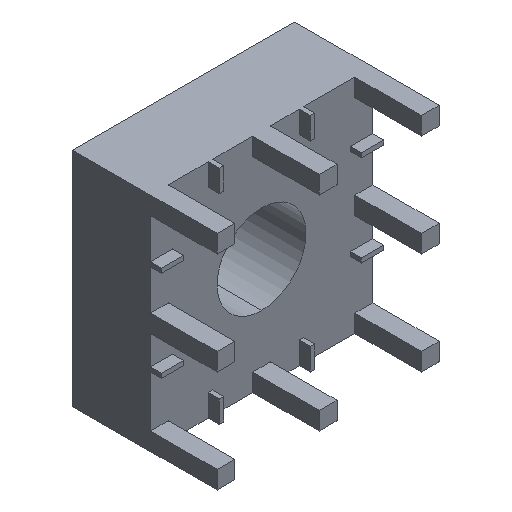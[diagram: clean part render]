
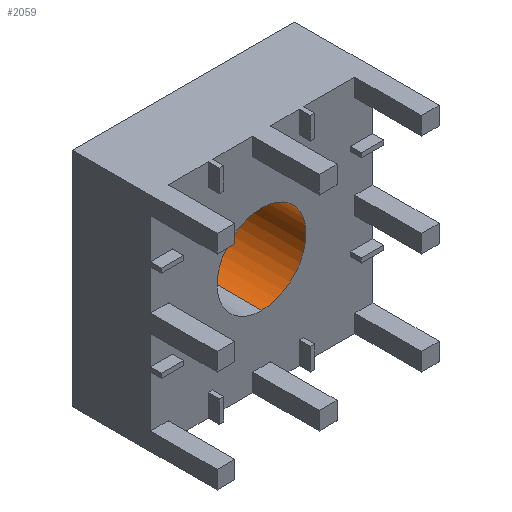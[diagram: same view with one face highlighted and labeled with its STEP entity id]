
A CAD part, isometric view. The second image highlights one B-rep face of the part: STEP entity #2059.
In plain terms, the highlighted cylindrical face has radius 2 mm (diameter 4 mm), a partial arc.
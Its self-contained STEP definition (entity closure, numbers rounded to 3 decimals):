
#9 = CARTESIAN_POINT ( 'NONE',  ( 5., -3.5, -3. ) ) ;
#41 = FACE_OUTER_BOUND ( 'NONE', #2216, .T. ) ;
#282 = CIRCLE ( 'NONE', #1475, 2. ) ;
#354 = EDGE_CURVE ( 'NONE', #646, #1334, #805, .T. ) ;
#355 = ORIENTED_EDGE ( 'NONE', *, *, #1026, .T. ) ;
#400 = AXIS2_PLACEMENT_3D ( 'NONE', #1307, #2229, #1511 ) ;
#428 = CYLINDRICAL_SURFACE ( 'NONE', #400, 2. ) ;
#486 = EDGE_CURVE ( 'NONE', #1334, #1618, #1358, .T. ) ;
#646 = VERTEX_POINT ( 'NONE', #656 ) ;
#651 = DIRECTION ( 'NONE',  ( 0., 0., 1. ) ) ;
#656 = CARTESIAN_POINT ( 'NONE',  ( 5., -3.5, -3. ) ) ;
#797 = VECTOR ( 'NONE', #1987, 1000. ) ;
#805 = CIRCLE ( 'NONE', #2080, 2. ) ;
#860 = CARTESIAN_POINT ( 'NONE',  ( 5., -0.4, -5. ) ) ;
#866 = VERTEX_POINT ( 'NONE', #956 ) ;
#909 = CARTESIAN_POINT ( 'NONE',  ( 5., -0.4, -7. ) ) ;
#937 = ORIENTED_EDGE ( 'NONE', *, *, #1162, .T. ) ;
#956 = CARTESIAN_POINT ( 'NONE',  ( 5., -0.4, -3. ) ) ;
#984 = ORIENTED_EDGE ( 'NONE', *, *, #354, .F. ) ;
#1026 = EDGE_CURVE ( 'NONE', #866, #1618, #282, .T. ) ;
#1033 = CARTESIAN_POINT ( 'NONE',  ( 5., -3.5, -7. ) ) ;
#1043 = DIRECTION ( 'NONE',  ( 0., 1., 0. ) ) ;
#1120 = ORIENTED_EDGE ( 'NONE', *, *, #486, .F. ) ;
#1162 = EDGE_CURVE ( 'NONE', #646, #866, #1759, .T. ) ;
#1203 = CARTESIAN_POINT ( 'NONE',  ( 5., -3.5, -5. ) ) ;
#1226 = VECTOR ( 'NONE', #1393, 1000. ) ;
#1307 = CARTESIAN_POINT ( 'NONE',  ( 5., -3.5, -5. ) ) ;
#1334 = VERTEX_POINT ( 'NONE', #1677 ) ;
#1358 = LINE ( 'NONE', #1033, #1226 ) ;
#1393 = DIRECTION ( 'NONE',  ( 0., 1., 0. ) ) ;
#1475 = AXIS2_PLACEMENT_3D ( 'NONE', #860, #1043, #1531 ) ;
#1511 = DIRECTION ( 'NONE',  ( 0., 0., 1. ) ) ;
#1531 = DIRECTION ( 'NONE',  ( 0., 0., -1. ) ) ;
#1618 = VERTEX_POINT ( 'NONE', #909 ) ;
#1677 = CARTESIAN_POINT ( 'NONE',  ( 5., -3.5, -7. ) ) ;
#1703 = DIRECTION ( 'NONE',  ( 0., 1., 0. ) ) ;
#1759 = LINE ( 'NONE', #9, #797 ) ;
#1987 = DIRECTION ( 'NONE',  ( 0., 1., 0. ) ) ;
#2059 = ADVANCED_FACE ( 'NONE', ( #41 ), #428, .F. ) ;
#2080 = AXIS2_PLACEMENT_3D ( 'NONE', #1203, #1703, #651 ) ;
#2216 = EDGE_LOOP ( 'NONE', ( #1120, #984, #937, #355 ) ) ;
#2229 = DIRECTION ( 'NONE',  ( 0., 1., 0. ) ) ;
